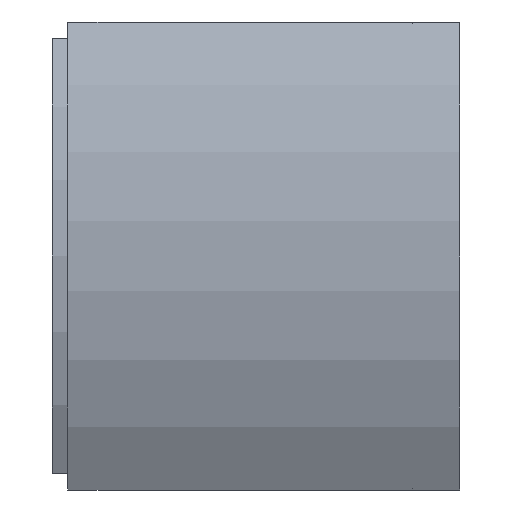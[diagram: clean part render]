
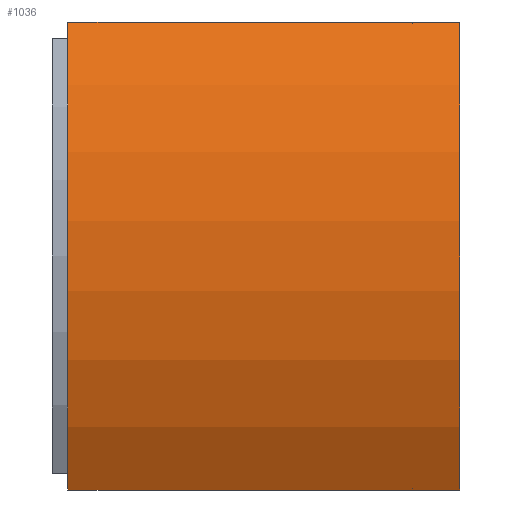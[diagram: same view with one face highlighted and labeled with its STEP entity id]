
A CAD part, left-side view. The second image highlights one B-rep face of the part: STEP entity #1036.
In plain terms, the highlighted cylindrical face has radius 58 mm (diameter 116 mm), a partial arc.
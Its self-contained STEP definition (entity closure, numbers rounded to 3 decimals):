
#125=LINE('',#1650,#231);
#132=LINE('',#1663,#238);
#141=LINE('',#1680,#247);
#158=LINE('',#1733,#264);
#231=VECTOR('',#1334,10.);
#238=VECTOR('',#1347,10.);
#247=VECTOR('',#1362,10.);
#264=VECTOR('',#1421,10.);
#284=CYLINDRICAL_SURFACE('',#1141,58.);
#335=FACE_OUTER_BOUND('',#396,.T.);
#396=EDGE_LOOP('',(#952,#953,#954,#955,#956,#957));
#428=CIRCLE('',#1107,58.);
#437=CIRCLE('',#1138,58.);
#507=VERTEX_POINT('',#1623);
#509=VERTEX_POINT('',#1627);
#514=VERTEX_POINT('',#1649);
#517=VERTEX_POINT('',#1662);
#522=VERTEX_POINT('',#1678);
#533=VERTEX_POINT('',#1721);
#628=EDGE_CURVE('',#509,#507,#428,.T.);
#639=EDGE_CURVE('',#514,#507,#125,.T.);
#646=EDGE_CURVE('',#517,#514,#132,.T.);
#655=EDGE_CURVE('',#522,#509,#141,.T.);
#676=EDGE_CURVE('',#533,#517,#437,.T.);
#681=EDGE_CURVE('',#533,#522,#158,.T.);
#952=ORIENTED_EDGE('',*,*,#676,.T.);
#953=ORIENTED_EDGE('',*,*,#646,.T.);
#954=ORIENTED_EDGE('',*,*,#639,.T.);
#955=ORIENTED_EDGE('',*,*,#628,.F.);
#956=ORIENTED_EDGE('',*,*,#655,.F.);
#957=ORIENTED_EDGE('',*,*,#681,.F.);
#1036=ADVANCED_FACE('',(#335),#284,.T.);
#1107=AXIS2_PLACEMENT_3D('',#1629,#1310,#1311);
#1138=AXIS2_PLACEMENT_3D('',#1723,#1411,#1412);
#1141=AXIS2_PLACEMENT_3D('',#1732,#1419,#1420);
#1310=DIRECTION('center_axis',(0.,-1.,0.));
#1311=DIRECTION('ref_axis',(-0.857,0.,0.515));
#1334=DIRECTION('',(0.,-1.,0.));
#1347=DIRECTION('',(0.,-1.,0.));
#1362=DIRECTION('',(0.,-1.,0.));
#1411=DIRECTION('center_axis',(0.,-1.,0.));
#1412=DIRECTION('ref_axis',(-0.857,0.,0.515));
#1419=DIRECTION('center_axis',(0.,-1.,0.));
#1420=DIRECTION('ref_axis',(-0.857,0.,0.515));
#1421=DIRECTION('',(0.,-1.,0.));
#1623=CARTESIAN_POINT('',(-49.722,-47.5,-49.862));
#1627=CARTESIAN_POINT('',(-49.722,-47.5,9.862));
#1629=CARTESIAN_POINT('Origin',(0.,-47.5,-20.));
#1649=CARTESIAN_POINT('',(-49.722,-41.5,-49.862));
#1650=CARTESIAN_POINT('',(-49.722,2.5,-49.862));
#1662=CARTESIAN_POINT('',(-49.722,2.5,-49.862));
#1663=CARTESIAN_POINT('',(-49.722,2.5,-49.862));
#1678=CARTESIAN_POINT('',(-49.722,-41.5,9.862));
#1680=CARTESIAN_POINT('',(-49.722,2.5,9.862));
#1721=CARTESIAN_POINT('',(-49.722,2.5,9.862));
#1723=CARTESIAN_POINT('Origin',(0.,2.5,-20.));
#1732=CARTESIAN_POINT('Origin',(0.,2.5,-20.));
#1733=CARTESIAN_POINT('',(-49.722,2.5,9.862));
